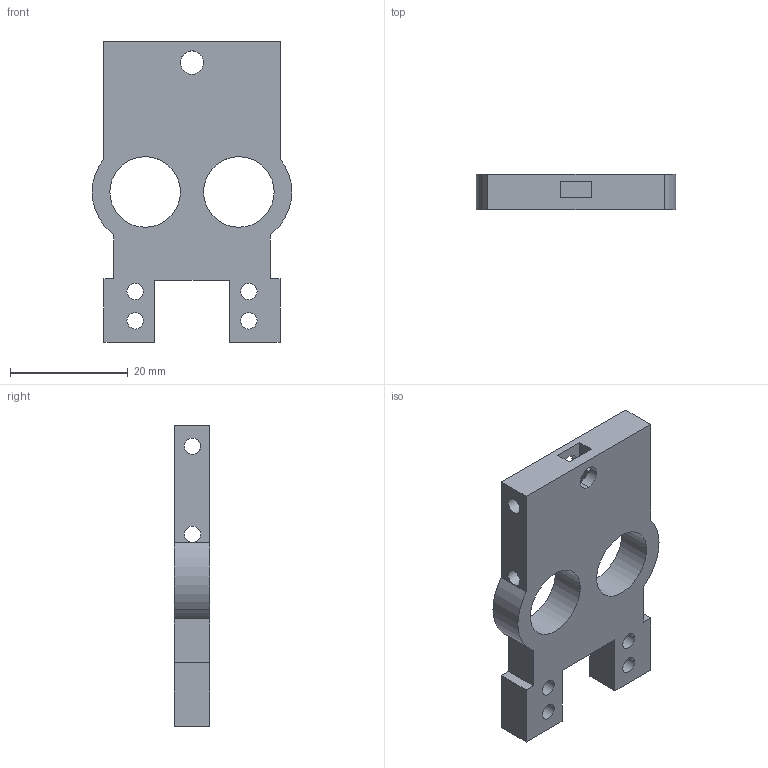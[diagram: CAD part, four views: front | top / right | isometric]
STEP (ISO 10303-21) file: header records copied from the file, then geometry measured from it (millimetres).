
FILE_DESCRIPTION(/* description */ (''),/* implementation_level */ '2;1');
FILE_NAME(/* name */ '30_Cube_Z_Focus_MGN_NEMA_slide.ipt.step',/* time_stamp */ '2022-11-29T08:22:10+01:00',/* author */ ('diederichbenedict'),/* organization */ (''),/* preprocessor_version */ 'ST-DEVELOPER v18.1',/* originating_system */ 'Autodesk Inventor 2022',/* authorisation */ '');
FILE_SCHEMA (('AUTOMOTIVE_DESIGN { 1 0 10303 214 3 1 1 }'));
Length unit declared in the file: millimetre
Products named in the file (1): 30_Cube_Z_Focus_MGN_NEMA_slide
Bounding box: 33.95 x 6 x 51.19 mm (x, y, z)
Volume: 6411.8 mm3; surface area: 4646 mm2
Topology: 1 solids, 1 shells, 39 faces, 125 edges, 84 vertices
Faces by surface type: plane 22, cylinder 17
Full cylindrical faces by diameter (mm): 2.8 x7, 12 x2
Entity records: 1582 total; most frequent: CARTESIAN_POINT 361, ORIENTED_EDGE 250, DIRECTION 235, EDGE_CURVE 125, VERTEX_POINT 84, LINE 79, VECTOR 79, AXIS2_PLACEMENT_3D 78
